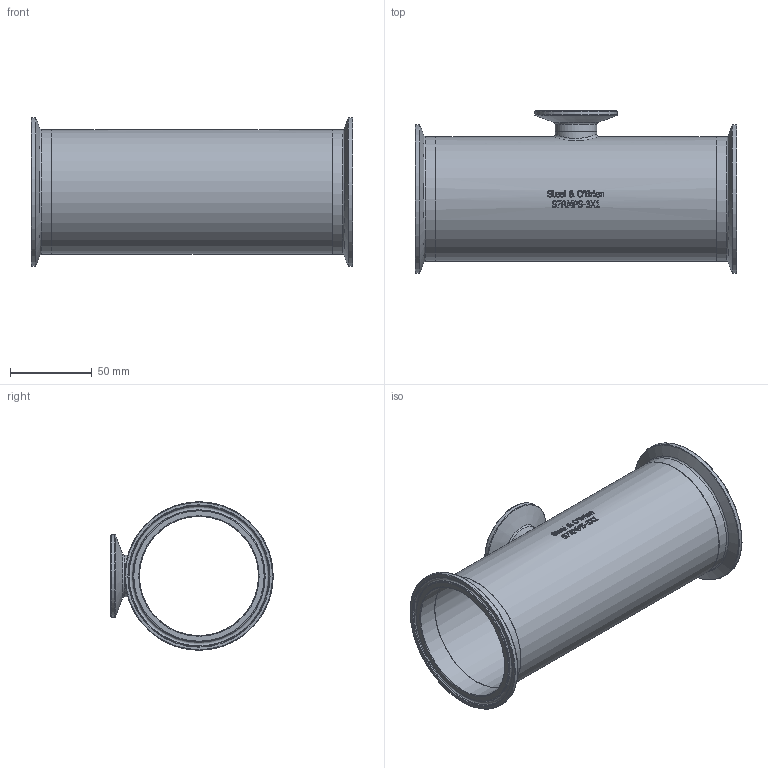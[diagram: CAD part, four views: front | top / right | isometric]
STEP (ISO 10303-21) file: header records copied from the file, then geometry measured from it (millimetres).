
FILE_DESCRIPTION(/* description */ (''),/* implementation_level */ '2;1');
FILE_NAME(/* name */ 'S7RMPS-3X1.stp',/* time_stamp */ '2018-11-30T08:52:04-05:00',/* author */ ('ken'),/* organization */ (''),/* preprocessor_version */ 'ST-DEVELOPER v15.2',/* originating_system */ 'Autodesk Inventor 2014',/* authorisation */ '');
FILE_SCHEMA (('AUTOMOTIVE_DESIGN { 1 0 10303 214 3 1 1 }'));
Length unit declared in the file: inch
Products named in the file (1): S7RMPS-3X1
Bounding box: 196.85 x 99.43 x 90.91 mm (x, y, z)
Volume: 98546.6 mm3; surface area: 105618.9 mm2
Topology: 1 solids, 1 shells, 443 faces, 1159 edges, 761 vertices
Faces by surface type: bspline 187, plane 173, cylinder 47, torus 27, cone 9
Full cylindrical faces by diameter (mm): 22.098 x2, 25.4 x2, 50.394 x1, 72.898 x3, 76.2 x3, 90.907 x2
Entity records: 17023 total; most frequent: CARTESIAN_POINT 7287, ORIENTED_EDGE 2210, DIRECTION 1473, EDGE_CURVE 1105, VERTEX_POINT 757, EDGE_LOOP 540, LINE 501, VECTOR 501
